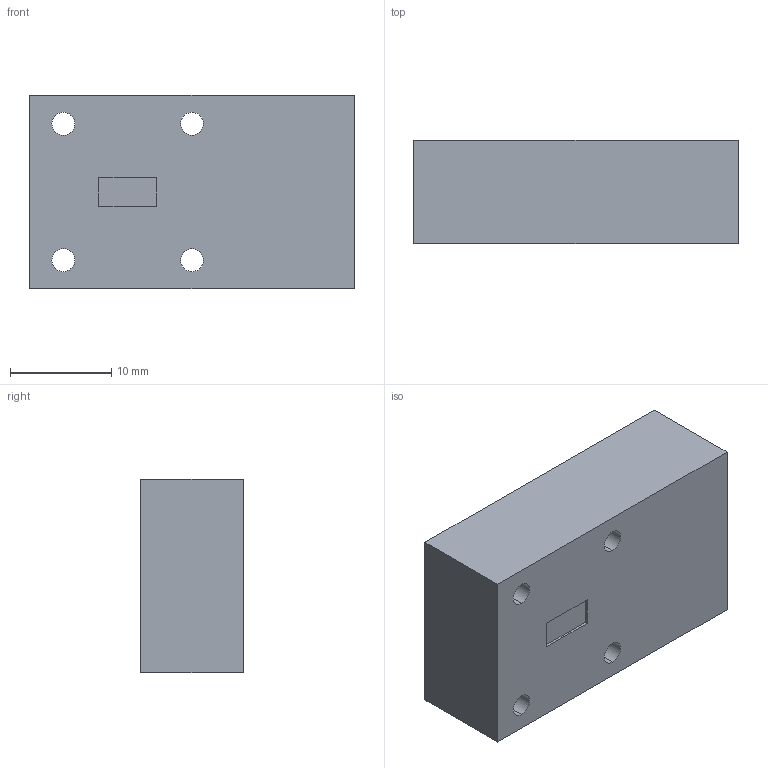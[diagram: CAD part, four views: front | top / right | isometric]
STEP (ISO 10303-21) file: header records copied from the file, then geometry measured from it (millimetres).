
FILE_DESCRIPTION (( 'STEP AP203' ), '1' );
FILE_NAME ('SNW-4334630518-22-IJ-599.STEP', '2019-10-14T21:31:11', ( '' ), ( '' ), 'SwSTEP 2.0', 'SolidWorks 2016', '' );
FILE_SCHEMA (( 'CONFIG_CONTROL_DESIGN' ));
Length unit declared in the file: inch
Products named in the file (1): SNW-4334630518-22-IJ-599
Bounding box: 32 x 10.16 x 19.05 mm (x, y, z)
Volume: 6005.9 mm3; surface area: 2554.8 mm2
Topology: 1 solids, 1 shells, 32 faces, 80 edges, 50 vertices
Faces by surface type: plane 16, cylinder 12, cone 4
Entity records: 1023 total; most frequent: DIRECTION 166, CARTESIAN_POINT 159, ORIENTED_EDGE 152, EDGE_CURVE 76, AXIS2_PLACEMENT_3D 57, LINE 52, VECTOR 52, VERTEX_POINT 50
